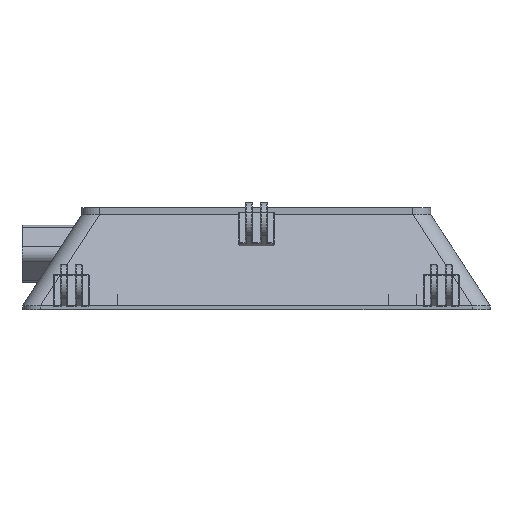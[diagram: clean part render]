
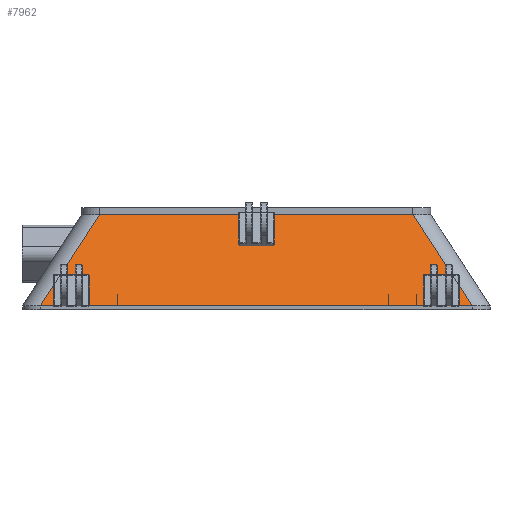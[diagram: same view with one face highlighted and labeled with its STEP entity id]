
A CAD part, front view. The second image highlights one B-rep face of the part: STEP entity #7962.
In plain terms, the highlighted free-form (B-spline) face has degree [1, 1] with [2, 2] control points.
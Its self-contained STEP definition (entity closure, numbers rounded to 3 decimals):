
#6587 = VERTEX_POINT('',#6588);
#6588 = CARTESIAN_POINT('',(91.,-57.5,1.5));
#6595 = EDGE_CURVE('',#6587,#6596,#6598,.T.);
#6596 = VERTEX_POINT('',#6597);
#6597 = CARTESIAN_POINT('',(-91.,-57.5,1.5));
#6598 = LINE('',#6599,#6600);
#6599 = CARTESIAN_POINT('',(91.,-57.5,1.5));
#6600 = VECTOR('',#6601,1.);
#6601 = DIRECTION('',(-1.,0.,0.));
#7056 = VERTEX_POINT('',#7057);
#7057 = CARTESIAN_POINT('',(-66.,-39.5,40.));
#7639 = VERTEX_POINT('',#7640);
#7640 = CARTESIAN_POINT('',(66.,-39.5,40.));
#7647 = EDGE_CURVE('',#7639,#7056,#7648,.T.);
#7648 = LINE('',#7649,#7650);
#7649 = CARTESIAN_POINT('',(66.,-39.5,40.));
#7650 = VECTOR('',#7651,1.);
#7651 = DIRECTION('',(-1.,0.,0.));
#7937 = EDGE_CURVE('',#6587,#7639,#7938,.T.);
#7938 = B_SPLINE_CURVE_WITH_KNOTS('',1,(#7939,#7940),.UNSPECIFIED.,.F.,
  .F.,(2,2),(0.,1.),.PIECEWISE_BEZIER_KNOTS.);
#7939 = CARTESIAN_POINT('',(91.,-57.5,1.5));
#7940 = CARTESIAN_POINT('',(66.,-39.5,40.));
#7962 = ADVANCED_FACE('',(#7963),#7973,.F.);
#7963 = FACE_BOUND('',#7964,.F.);
#7964 = EDGE_LOOP('',(#7965,#7966,#7971,#7972));
#7965 = ORIENTED_EDGE('',*,*,#6595,.T.);
#7966 = ORIENTED_EDGE('',*,*,#7967,.T.);
#7967 = EDGE_CURVE('',#6596,#7056,#7968,.T.);
#7968 = B_SPLINE_CURVE_WITH_KNOTS('',1,(#7969,#7970),.UNSPECIFIED.,.F.,
  .F.,(2,2),(0.,1.),.PIECEWISE_BEZIER_KNOTS.);
#7969 = CARTESIAN_POINT('',(-91.,-57.5,1.5));
#7970 = CARTESIAN_POINT('',(-66.,-39.5,40.));
#7971 = ORIENTED_EDGE('',*,*,#7647,.F.);
#7972 = ORIENTED_EDGE('',*,*,#7937,.F.);
#7973 = B_SPLINE_SURFACE_WITH_KNOTS('',1,1,(
    (#7974,#7975)
    ,(#7976,#7977
    )),.UNSPECIFIED.,.F.,.F.,.F.,(2,2),(2,2),(0.,182.),(0.,1.),
  .PIECEWISE_BEZIER_KNOTS.);
#7974 = CARTESIAN_POINT('',(91.,-57.5,1.5));
#7975 = CARTESIAN_POINT('',(66.,-39.5,40.));
#7976 = CARTESIAN_POINT('',(-91.,-57.5,1.5));
#7977 = CARTESIAN_POINT('',(-66.,-39.5,40.));
